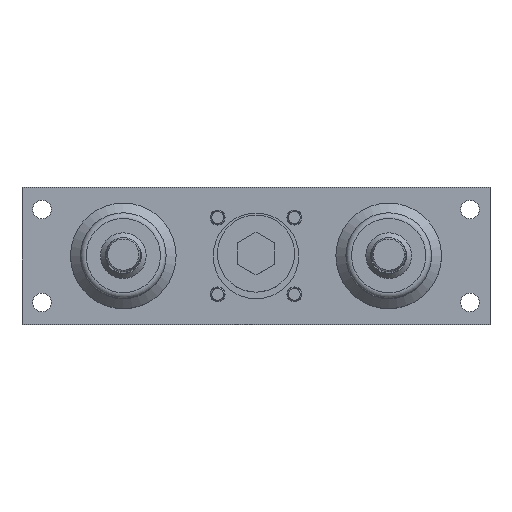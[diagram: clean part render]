
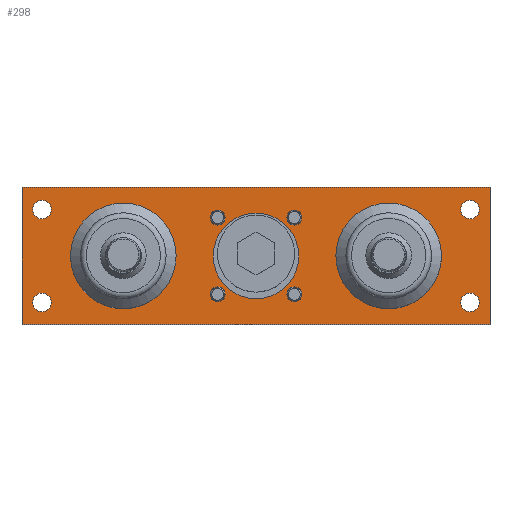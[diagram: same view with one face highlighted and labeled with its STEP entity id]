
A CAD part, top view. The second image highlights one B-rep face of the part: STEP entity #298.
In plain terms, the highlighted planar face has unit normal (0, 0, 1).
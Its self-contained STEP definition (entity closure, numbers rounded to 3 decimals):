
#298 = ADVANCED_FACE( '', ( #833, #834, #835, #836, #837, #838, #839, #840, #841, #842, #843, #844 ), #845, .F. );
#833 = FACE_BOUND( '', #1806, .T. );
#834 = FACE_BOUND( '', #1807, .T. );
#835 = FACE_BOUND( '', #1808, .T. );
#836 = FACE_BOUND( '', #1809, .T. );
#837 = FACE_BOUND( '', #1810, .T. );
#838 = FACE_BOUND( '', #1811, .T. );
#839 = FACE_BOUND( '', #1812, .T. );
#840 = FACE_BOUND( '', #1813, .T. );
#841 = FACE_BOUND( '', #1814, .T. );
#842 = FACE_BOUND( '', #1815, .T. );
#843 = FACE_BOUND( '', #1816, .T. );
#844 = FACE_OUTER_BOUND( '', #1817, .T. );
#845 = PLANE( '', #1818 );
#1806 = EDGE_LOOP( '', ( #2763 ) );
#1807 = EDGE_LOOP( '', ( #2764 ) );
#1808 = EDGE_LOOP( '', ( #2765 ) );
#1809 = EDGE_LOOP( '', ( #2766 ) );
#1810 = EDGE_LOOP( '', ( #2767 ) );
#1811 = EDGE_LOOP( '', ( #2768 ) );
#1812 = EDGE_LOOP( '', ( #2769 ) );
#1813 = EDGE_LOOP( '', ( #2770 ) );
#1814 = EDGE_LOOP( '', ( #2771 ) );
#1815 = EDGE_LOOP( '', ( #2772 ) );
#1816 = EDGE_LOOP( '', ( #2773 ) );
#1817 = EDGE_LOOP( '', ( #2774, #2775, #2776, #2777 ) );
#1818 = AXIS2_PLACEMENT_3D( '', #2778, #2779, #2780 );
#2763 = ORIENTED_EDGE( '', *, *, #4606, .T. );
#2764 = ORIENTED_EDGE( '', *, *, #4607, .F. );
#2765 = ORIENTED_EDGE( '', *, *, #4608, .T. );
#2766 = ORIENTED_EDGE( '', *, *, #4609, .T. );
#2767 = ORIENTED_EDGE( '', *, *, #4610, .T. );
#2768 = ORIENTED_EDGE( '', *, *, #4611, .T. );
#2769 = ORIENTED_EDGE( '', *, *, #4612, .T. );
#2770 = ORIENTED_EDGE( '', *, *, #4613, .T. );
#2771 = ORIENTED_EDGE( '', *, *, #4614, .F. );
#2772 = ORIENTED_EDGE( '', *, *, #4615, .F. );
#2773 = ORIENTED_EDGE( '', *, *, #4616, .T. );
#2774 = ORIENTED_EDGE( '', *, *, #4617, .F. );
#2775 = ORIENTED_EDGE( '', *, *, #4618, .F. );
#2776 = ORIENTED_EDGE( '', *, *, #4619, .F. );
#2777 = ORIENTED_EDGE( '', *, *, #4620, .F. );
#2778 = CARTESIAN_POINT( '', ( -82., 24., 10.8 ) );
#2779 = DIRECTION( '', ( 0., 0., -1. ) );
#2780 = DIRECTION( '', ( 0., 1., 0. ) );
#4606 = EDGE_CURVE( '', #5281, #5281, #5282, .T. );
#4607 = EDGE_CURVE( '', #5283, #5283, #5284, .T. );
#4608 = EDGE_CURVE( '', #5285, #5285, #5286, .T. );
#4609 = EDGE_CURVE( '', #5287, #5287, #5288, .T. );
#4610 = EDGE_CURVE( '', #5289, #5289, #5290, .T. );
#4611 = EDGE_CURVE( '', #5291, #5291, #5292, .T. );
#4612 = EDGE_CURVE( '', #5293, #5293, #5294, .T. );
#4613 = EDGE_CURVE( '', #5295, #5295, #5296, .T. );
#4614 = EDGE_CURVE( '', #5297, #5297, #5298, .T. );
#4615 = EDGE_CURVE( '', #5299, #5299, #5300, .T. );
#4616 = EDGE_CURVE( '', #5301, #5301, #5302, .T. );
#4617 = EDGE_CURVE( '', #5303, #5304, #5305, .T. );
#4618 = EDGE_CURVE( '', #5306, #5303, #5307, .T. );
#4619 = EDGE_CURVE( '', #5308, #5306, #5309, .T. );
#4620 = EDGE_CURVE( '', #5304, #5308, #5310, .T. );
#5281 = VERTEX_POINT( '', #6271 );
#5282 = CIRCLE( '', #6272, 18.5 );
#5283 = VERTEX_POINT( '', #6273 );
#5284 = CIRCLE( '', #6274, 18.5 );
#5285 = VERTEX_POINT( '', #6275 );
#5286 = CIRCLE( '', #6276, 14.98 );
#5287 = VERTEX_POINT( '', #6277 );
#5288 = CIRCLE( '', #6278, 2.6 );
#5289 = VERTEX_POINT( '', #6279 );
#5290 = CIRCLE( '', #6280, 2.6 );
#5291 = VERTEX_POINT( '', #6281 );
#5292 = CIRCLE( '', #6282, 2.6 );
#5293 = VERTEX_POINT( '', #6283 );
#5294 = CIRCLE( '', #6284, 2.6 );
#5295 = VERTEX_POINT( '', #6285 );
#5296 = CIRCLE( '', #6286, 3.25 );
#5297 = VERTEX_POINT( '', #6287 );
#5298 = CIRCLE( '', #6288, 3.25 );
#5299 = VERTEX_POINT( '', #6289 );
#5300 = CIRCLE( '', #6290, 3.25 );
#5301 = VERTEX_POINT( '', #6291 );
#5302 = CIRCLE( '', #6292, 3.25 );
#5303 = VERTEX_POINT( '', #6293 );
#5304 = VERTEX_POINT( '', #6294 );
#5305 = LINE( '', #6295, #6296 );
#5306 = VERTEX_POINT( '', #6297 );
#5307 = LINE( '', #6298, #6299 );
#5308 = VERTEX_POINT( '', #6300 );
#5309 = LINE( '', #6301, #6302 );
#5310 = LINE( '', #6303, #6304 );
#6271 = CARTESIAN_POINT( '', ( 28., 0., 10.8 ) );
#6272 = AXIS2_PLACEMENT_3D( '', #7948, #7949, #7950 );
#6273 = CARTESIAN_POINT( '', ( -28., 0., 10.8 ) );
#6274 = AXIS2_PLACEMENT_3D( '', #7951, #7952, #7953 );
#6275 = CARTESIAN_POINT( '', ( -14.98, 0., 10.8 ) );
#6276 = AXIS2_PLACEMENT_3D( '', #7954, #7955, #7956 );
#6277 = CARTESIAN_POINT( '', ( 13.435, -16.035, 10.8 ) );
#6278 = AXIS2_PLACEMENT_3D( '', #7957, #7958, #7959 );
#6279 = CARTESIAN_POINT( '', ( -16.035, -13.435, 10.8 ) );
#6280 = AXIS2_PLACEMENT_3D( '', #7960, #7961, #7962 );
#6281 = CARTESIAN_POINT( '', ( -13.435, 16.035, 10.8 ) );
#6282 = AXIS2_PLACEMENT_3D( '', #7963, #7964, #7965 );
#6283 = CARTESIAN_POINT( '', ( 16.035, 13.435, 10.8 ) );
#6284 = AXIS2_PLACEMENT_3D( '', #7966, #7967, #7968 );
#6285 = CARTESIAN_POINT( '', ( -78.25, -16.25, 10.8 ) );
#6286 = AXIS2_PLACEMENT_3D( '', #7969, #7970, #7971 );
#6287 = CARTESIAN_POINT( '', ( 78.25, -16.25, 10.8 ) );
#6288 = AXIS2_PLACEMENT_3D( '', #7972, #7973, #7974 );
#6289 = CARTESIAN_POINT( '', ( -78.25, 16.25, 10.8 ) );
#6290 = AXIS2_PLACEMENT_3D( '', #7975, #7976, #7977 );
#6291 = CARTESIAN_POINT( '', ( 78.25, 16.25, 10.8 ) );
#6292 = AXIS2_PLACEMENT_3D( '', #7978, #7979, #7980 );
#6293 = CARTESIAN_POINT( '', ( -82., -24., 10.8 ) );
#6294 = CARTESIAN_POINT( '', ( -82., 24., 10.8 ) );
#6295 = CARTESIAN_POINT( '', ( -82., -24., 10.8 ) );
#6296 = VECTOR( '', #7981, 1000. );
#6297 = CARTESIAN_POINT( '', ( 82., -24., 10.8 ) );
#6298 = CARTESIAN_POINT( '', ( 82., -24., 10.8 ) );
#6299 = VECTOR( '', #7982, 1000. );
#6300 = CARTESIAN_POINT( '', ( 82., 24., 10.8 ) );
#6301 = CARTESIAN_POINT( '', ( 82., 24., 10.8 ) );
#6302 = VECTOR( '', #7983, 1000. );
#6303 = CARTESIAN_POINT( '', ( -82., 24., 10.8 ) );
#6304 = VECTOR( '', #7984, 1000. );
#7948 = CARTESIAN_POINT( '', ( 46.5, 0., 10.8 ) );
#7949 = DIRECTION( '', ( 0., 0., -1. ) );
#7950 = DIRECTION( '', ( -1., 0., 0. ) );
#7951 = CARTESIAN_POINT( '', ( -46.5, 0., 10.8 ) );
#7952 = DIRECTION( '', ( 0., 0., 1. ) );
#7953 = DIRECTION( '', ( 1., 0., 0. ) );
#7954 = CARTESIAN_POINT( '', ( 0., 0., 10.8 ) );
#7955 = DIRECTION( '', ( 0., 0., -1. ) );
#7956 = DIRECTION( '', ( -1., 0., 0. ) );
#7957 = CARTESIAN_POINT( '', ( 13.435, -13.435, 10.8 ) );
#7958 = DIRECTION( '', ( 0., 0., -1. ) );
#7959 = DIRECTION( '', ( 0., -1., 0. ) );
#7960 = CARTESIAN_POINT( '', ( -13.435, -13.435, 10.8 ) );
#7961 = DIRECTION( '', ( 0., 0., -1. ) );
#7962 = DIRECTION( '', ( -1., 0., 0. ) );
#7963 = CARTESIAN_POINT( '', ( -13.435, 13.435, 10.8 ) );
#7964 = DIRECTION( '', ( 0., 0., -1. ) );
#7965 = DIRECTION( '', ( 0., 1., 0. ) );
#7966 = CARTESIAN_POINT( '', ( 13.435, 13.435, 10.8 ) );
#7967 = DIRECTION( '', ( 0., 0., -1. ) );
#7968 = DIRECTION( '', ( 1., 0., 0. ) );
#7969 = CARTESIAN_POINT( '', ( -75., -16.25, 10.8 ) );
#7970 = DIRECTION( '', ( 0., 0., -1. ) );
#7971 = DIRECTION( '', ( -1., 0., 0. ) );
#7972 = CARTESIAN_POINT( '', ( 75., -16.25, 10.8 ) );
#7973 = DIRECTION( '', ( 0., 0., 1. ) );
#7974 = DIRECTION( '', ( 1., 0., 0. ) );
#7975 = CARTESIAN_POINT( '', ( -75., 16.25, 10.8 ) );
#7976 = DIRECTION( '', ( 0., 0., 1. ) );
#7977 = DIRECTION( '', ( -1., 0., 0. ) );
#7978 = CARTESIAN_POINT( '', ( 75., 16.25, 10.8 ) );
#7979 = DIRECTION( '', ( 0., 0., -1. ) );
#7980 = DIRECTION( '', ( 1., 0., 0. ) );
#7981 = DIRECTION( '', ( 0., 1., 0. ) );
#7982 = DIRECTION( '', ( -1., 0., 0. ) );
#7983 = DIRECTION( '', ( 0., -1., 0. ) );
#7984 = DIRECTION( '', ( 1., 0., 0. ) );
